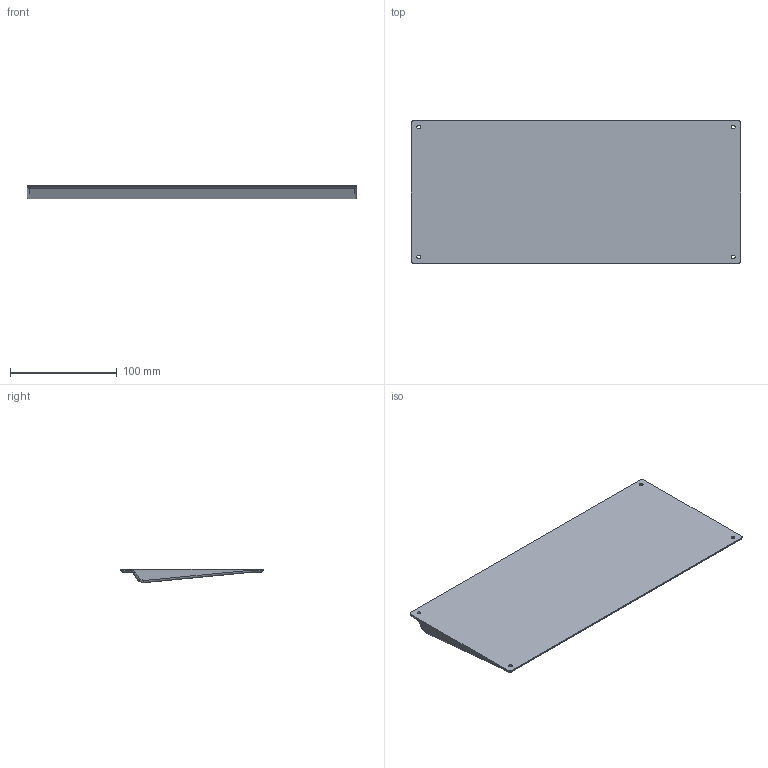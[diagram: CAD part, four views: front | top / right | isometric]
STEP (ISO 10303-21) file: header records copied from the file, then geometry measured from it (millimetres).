
FILE_DESCRIPTION(/* description */ (''),/* implementation_level */ '2;1');
FILE_NAME(/* name */ 'keeb.keeb.step',/* time_stamp */ '2025-10-12T23:24:23+05:30',/* author */ (''),/* organization */ (''),/* preprocessor_version */ 'ST-DEVELOPER v20.1',/* originating_system */ 'Autodesk Translation Framework v14.10.0.0',/* authorisation */ '');
FILE_SCHEMA (('AUTOMOTIVE_DESIGN { 1 0 10303 214 3 1 1 }'));
Length unit declared in the file: millimetre
Products named in the file (1): keeb
Bounding box: 308.77 x 133.51 x 12.81 mm (x, y, z)
Volume: 292242.5 mm3; surface area: 86958.6 mm2
Topology: 1 solids, 1 shells, 194 faces, 531 edges, 346 vertices
Faces by surface type: bspline 99, plane 66, cylinder 19, cone 4, sphere 4, torus 2
Full cylindrical faces by diameter (mm): 3.4 x4
Entity records: 7468 total; most frequent: CARTESIAN_POINT 3139, ORIENTED_EDGE 1062, DIRECTION 562, EDGE_CURVE 531, VERTEX_POINT 346, LINE 290, VECTOR 290, EDGE_LOOP 209
